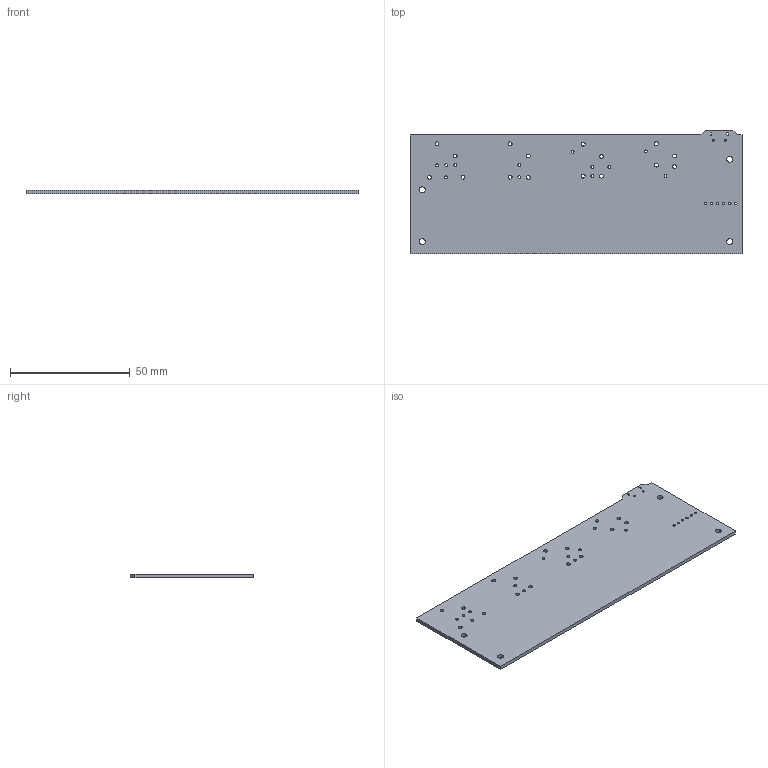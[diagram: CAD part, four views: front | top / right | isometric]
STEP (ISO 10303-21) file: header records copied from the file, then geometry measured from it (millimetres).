
FILE_DESCRIPTION(('KiCad electronic assembly'),'2;1');
FILE_NAME('dmx-box.step','2022-11-25T00:31:59',('Pcbnew'),('Kicad'), 'Open CASCADE STEP processor 7.6','KiCad to STEP converter','Unknown' );
FILE_SCHEMA(('AUTOMOTIVE_DESIGN { 1 0 10303 214 1 1 1 1 }'));
Length unit declared in the file: millimetre
Products named in the file (2): dmx-box 1; dmx-box PCB
Assembly tree (1 placements, depth 2):
  dmx-box 1
    dmx-box PCB
Bounding box: 138.43 x 51.44 x 1.6 mm (x, y, z)
Volume: 10885.7 mm3; surface area: 14511.7 mm2
Topology: 1 solids, 1 shells, 58 faces, 168 edges, 112 vertices
Faces by surface type: cylinder 44, plane 14
Full cylindrical faces by diameter (mm): 0.85 x2, 1 x6, 1.2 x12, 1.6 x16, 2.5 x4
Entity records: 4623 total; most frequent: CARTESIAN_POINT 1204, DIRECTION 624, ORIENTED_EDGE 336, PCURVE 336, DEFINITIONAL_REPRESENTATION 336, LINE 328, VECTOR 328, EDGE_CURVE 168
